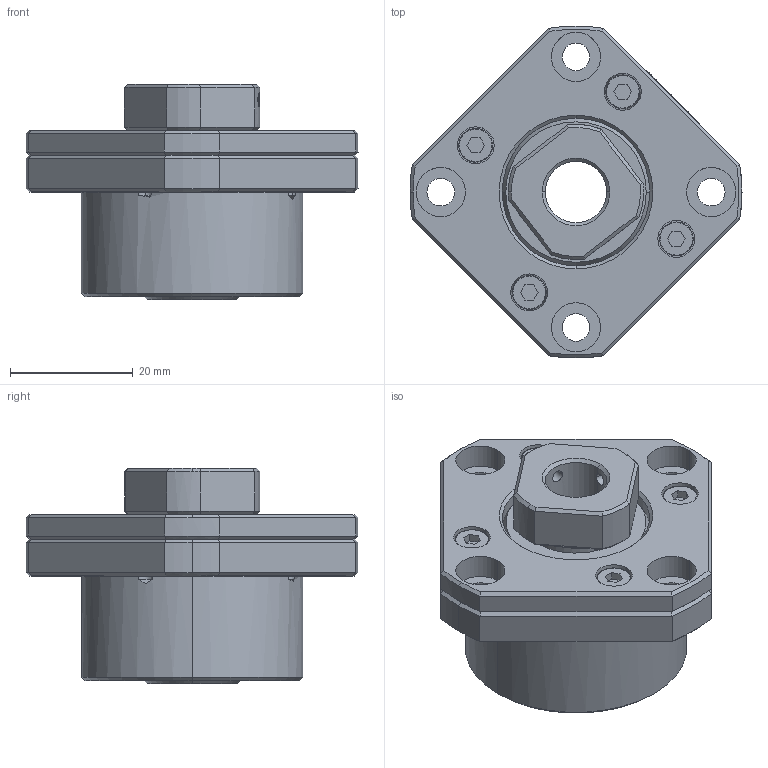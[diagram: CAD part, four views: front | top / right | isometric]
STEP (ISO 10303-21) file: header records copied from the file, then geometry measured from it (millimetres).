
FILE_DESCRIPTION (( 'STEP AP214' ), '1' );
FILE_NAME ('FK12.STEP', '2019-04-08T01:47:36', ( '' ), ( '' ), 'SwSTEP 2.0', 'SolidWorks 2015', '' );
FILE_SCHEMA (( 'AUTOMOTIVE_DESIGN' ));
Length unit declared in the file: millimetre
Products named in the file (1): FK12
Bounding box: 54 x 53.96 x 35 mm (x, y, z)
Surface area: 13349.8 mm2 (no closed solid volume)
Topology: 0 solids, 34 shells, 770 faces, 2120 edges, 1397 vertices
Faces by surface type: plane 610, cylinder 73, cone 56, bspline 31
Entity records: 27590 total; most frequent: CARTESIAN_POINT 7308, ORIENTED_EDGE 4125, DIRECTION 3655, EDGE_CURVE 2120, VECTOR 1715, LINE 1715, VERTEX_POINT 1397, AXIS2_PLACEMENT_3D 970
